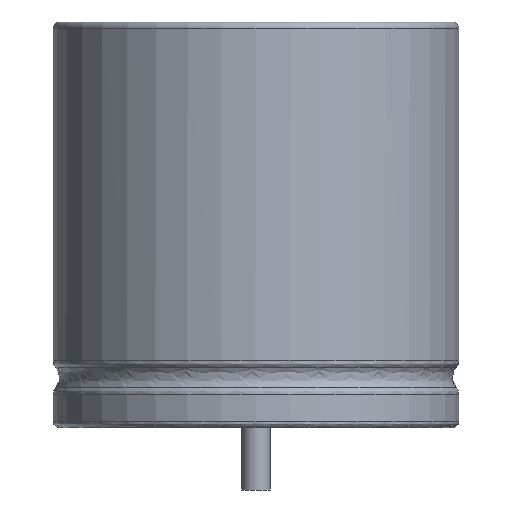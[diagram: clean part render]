
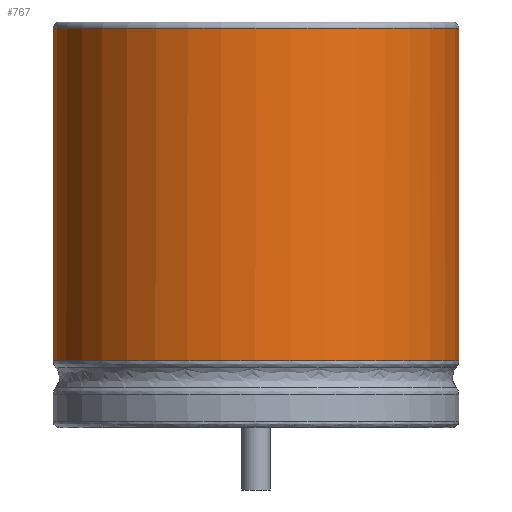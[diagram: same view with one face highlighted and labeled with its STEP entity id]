
A CAD part, left-side view. The second image highlights one B-rep face of the part: STEP entity #767.
In plain terms, the highlighted cylindrical face has radius 6.5 mm (diameter 13 mm), a partial arc.
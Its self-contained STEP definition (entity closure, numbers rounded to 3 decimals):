
#12=DIRECTION('',(0.,0.,1.));
#108=DIRECTION('',(0.,-0.,-1.));
#109=DIRECTION('',(0.924,-0.383,0.));
#234=VECTOR('',#12,1.);
#595=VERTEX_POINT('',#596);
#596=CARTESIAN_POINT('',(9.755,-2.487,2.135));
#604=ORIENTED_EDGE('',*,*,#605,.T.);
#605=EDGE_CURVE('',#595,#606,#608,.T.);
#606=VERTEX_POINT('',#607);
#607=CARTESIAN_POINT('',(9.755,2.487,2.135));
#608=B_SPLINE_CURVE_WITH_KNOTS('',12,(#609,#610,#611,#612,#613,#614,#615,#616,#617,#618,#619,#620,#621,#622,#623,#624,#625,#626,#627,#628,#629,#630,#631,#632,#633,#634,#635,#636,#637,#638,#639,#640,#641,#642,#643),.UNSPECIFIED.,.F.,.F.,(13,11,11,13),(-1.523,0.,35.736,37.258),.UNSPECIFIED.);
#609=CARTESIAN_POINT('',(10.338,-1.081,2.135));
#610=CARTESIAN_POINT('',(10.289,-1.199,2.135));
#611=CARTESIAN_POINT('',(10.24,-1.317,2.135));
#612=CARTESIAN_POINT('',(10.191,-1.434,2.135));
#613=CARTESIAN_POINT('',(10.143,-1.552,2.135));
#614=CARTESIAN_POINT('',(10.094,-1.669,2.135));
#615=CARTESIAN_POINT('',(10.045,-1.787,2.135));
#616=CARTESIAN_POINT('',(9.997,-1.904,2.135));
#617=CARTESIAN_POINT('',(9.948,-2.021,2.135));
#618=CARTESIAN_POINT('',(9.9,-2.138,2.135));
#619=CARTESIAN_POINT('',(9.852,-2.254,2.135));
#620=CARTESIAN_POINT('',(9.803,-2.371,2.135));
#621=CARTESIAN_POINT('',(8.623,-5.22,2.135));
#622=CARTESIAN_POINT('',(6.118,-7.432,2.135));
#623=CARTESIAN_POINT('',(2.501,-8.308,2.135));
#624=CARTESIAN_POINT('',(-1.378,-7.168,2.135));
#625=CARTESIAN_POINT('',(-4.265,-4.323,2.135));
#626=CARTESIAN_POINT('',(-5.713,0.,2.135));
#627=CARTESIAN_POINT('',(-4.265,4.323,2.135));
#628=CARTESIAN_POINT('',(-1.378,7.168,2.135));
#629=CARTESIAN_POINT('',(2.501,8.308,2.135));
#630=CARTESIAN_POINT('',(6.118,7.432,2.135));
#631=CARTESIAN_POINT('',(8.623,5.22,2.135));
#632=CARTESIAN_POINT('',(9.803,2.371,2.135));
#633=CARTESIAN_POINT('',(9.852,2.254,2.135));
#634=CARTESIAN_POINT('',(9.9,2.138,2.135));
#635=CARTESIAN_POINT('',(9.948,2.021,2.135));
#636=CARTESIAN_POINT('',(9.997,1.904,2.135));
#637=CARTESIAN_POINT('',(10.045,1.787,2.135));
#638=CARTESIAN_POINT('',(10.094,1.669,2.135));
#639=CARTESIAN_POINT('',(10.143,1.552,2.135));
#640=CARTESIAN_POINT('',(10.191,1.434,2.135));
#641=CARTESIAN_POINT('',(10.24,1.317,2.135));
#642=CARTESIAN_POINT('',(10.289,1.199,2.135));
#643=CARTESIAN_POINT('',(10.338,1.081,2.135));
#767=ADVANCED_FACE('',(#768),#787,.T.);
#768=FACE_BOUND('',#769,.F.);
#769=EDGE_LOOP('',(#770,#604,#776,#782));
#770=ORIENTED_EDGE('',*,*,#771,.F.);
#771=EDGE_CURVE('',#595,#772,#774,.T.);
#772=VERTEX_POINT('',#773);
#773=CARTESIAN_POINT('',(9.755,-2.487,12.8));
#774=LINE('',#775,#234);
#775=CARTESIAN_POINT('',(9.755,-2.487,2.));
#776=ORIENTED_EDGE('',*,*,#777,.T.);
#777=EDGE_CURVE('',#606,#778,#780,.T.);
#778=VERTEX_POINT('',#779);
#779=CARTESIAN_POINT('',(9.755,2.487,12.8));
#780=LINE('',#781,#234);
#781=CARTESIAN_POINT('',(9.755,2.487,2.));
#782=ORIENTED_EDGE('',*,*,#783,.F.);
#783=EDGE_CURVE('',#772,#778,#784,.T.);
#784=CIRCLE('',#785,6.5);
#785=AXIS2_PLACEMENT_3D('',#786,#108,#109);
#786=CARTESIAN_POINT('',(3.75,0.,12.8));
#787=CYLINDRICAL_SURFACE('',#788,6.5);
#788=AXIS2_PLACEMENT_3D('',#789,#12,#109);
#789=CARTESIAN_POINT('',(3.75,0.,2.));
